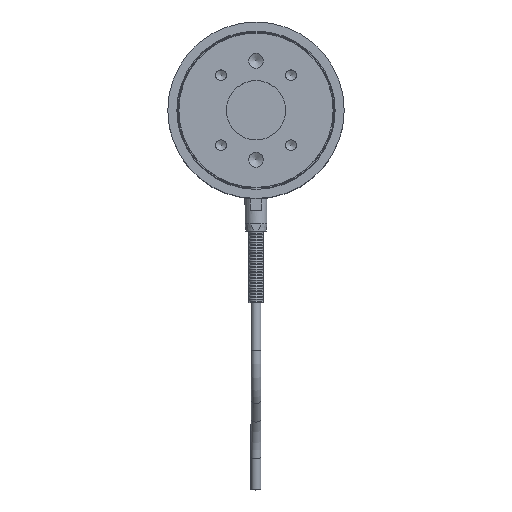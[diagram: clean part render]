
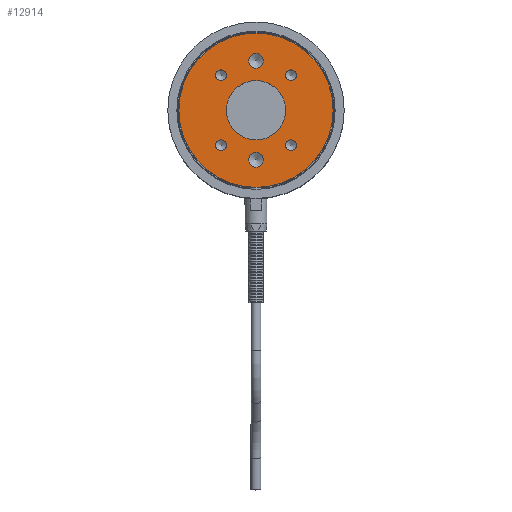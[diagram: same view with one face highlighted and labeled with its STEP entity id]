
A CAD part, top view. The second image highlights one B-rep face of the part: STEP entity #12914.
In plain terms, the highlighted planar face has unit normal (0, 0, 1).
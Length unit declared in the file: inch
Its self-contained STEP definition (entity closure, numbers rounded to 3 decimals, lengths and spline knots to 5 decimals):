
#12821=CARTESIAN_POINT('',(15.92527,0.,7.95823));
#12822=DIRECTION('',(0.0,0.0,1.0));
#12823=DIRECTION('',(1.0,0.0,0.0));
#12824=AXIS2_PLACEMENT_3D('',#12821,#12822,#12823);
#12825=PLANE('',#12824);
#12826=CARTESIAN_POINT('',(16.41277,0.,7.95823));
#12827=VERTEX_POINT('',#12826);
#12828=CARTESIAN_POINT('',(15.43777,0.,7.95823));
#12829=DIRECTION('',(0.0,0.0,-1.0));
#12830=DIRECTION('',(1.0,0.0,0.0));
#12831=AXIS2_PLACEMENT_3D('',#12828,#12829,#12830);
#12832=CIRCLE('',#12831,0.975);
#12833=EDGE_CURVE('',#12827,#12827,#12832,.T.);
#12834=ORIENTED_EDGE('',*,*,#12833,.F.);
#12835=EDGE_LOOP('',(#12834));
#12836=FACE_OUTER_BOUND('',#12835,.T.);
#12837=CARTESIAN_POINT('',(15.34402,-0.625,7.95823));
#12838=VERTEX_POINT('',#12837);
#12839=CARTESIAN_POINT('',(15.43777,-0.625,7.95823));
#12840=DIRECTION('',(0.0,0.0,-1.0));
#12841=DIRECTION('',(-1.0,0.0,0.0));
#12842=AXIS2_PLACEMENT_3D('',#12839,#12840,#12841);
#12843=CIRCLE('',#12842,0.09375);
#12844=EDGE_CURVE('',#12838,#12838,#12843,.T.);
#12845=ORIENTED_EDGE('',*,*,#12844,.T.);
#12846=EDGE_LOOP('',(#12845));
#12847=FACE_BOUND('',#12846,.T.);
#12848=CARTESIAN_POINT('',(15.53152,0.625,7.95823));
#12849=VERTEX_POINT('',#12848);
#12850=CARTESIAN_POINT('',(15.43777,0.625,7.95823));
#12851=DIRECTION('',(0.0,0.0,-1.0));
#12852=DIRECTION('',(1.0,0.0,0.0));
#12853=AXIS2_PLACEMENT_3D('',#12850,#12851,#12852);
#12854=CIRCLE('',#12853,0.09375);
#12855=EDGE_CURVE('',#12849,#12849,#12854,.T.);
#12856=ORIENTED_EDGE('',*,*,#12855,.T.);
#12857=EDGE_LOOP('',(#12856));
#12858=FACE_BOUND('',#12857,.T.);
#12859=CARTESIAN_POINT('',(14.99583,0.37394,7.95823));
#12860=VERTEX_POINT('',#12859);
#12861=CARTESIAN_POINT('',(14.99583,0.44194,7.95823));
#12862=DIRECTION('',(0.0,0.0,-1.0));
#12863=DIRECTION('',(0.0,-1.0,0.0));
#12864=AXIS2_PLACEMENT_3D('',#12861,#12862,#12863);
#12865=CIRCLE('',#12864,0.068);
#12866=EDGE_CURVE('',#12860,#12860,#12865,.T.);
#12867=ORIENTED_EDGE('',*,*,#12866,.T.);
#12868=EDGE_LOOP('',(#12867));
#12869=FACE_BOUND('',#12868,.T.);
#12870=CARTESIAN_POINT('',(15.81171,0.44194,7.95823));
#12871=VERTEX_POINT('',#12870);
#12872=CARTESIAN_POINT('',(15.87971,0.44194,7.95823));
#12873=DIRECTION('',(0.0,0.0,-1.0));
#12874=DIRECTION('',(-1.0,0.0,0.0));
#12875=AXIS2_PLACEMENT_3D('',#12872,#12873,#12874);
#12876=CIRCLE('',#12875,0.068);
#12877=EDGE_CURVE('',#12871,#12871,#12876,.T.);
#12878=ORIENTED_EDGE('',*,*,#12877,.T.);
#12879=EDGE_LOOP('',(#12878));
#12880=FACE_BOUND('',#12879,.T.);
#12881=CARTESIAN_POINT('',(15.87971,-0.37394,7.95823));
#12882=VERTEX_POINT('',#12881);
#12883=CARTESIAN_POINT('',(15.87971,-0.44194,7.95823));
#12884=DIRECTION('',(0.0,0.0,-1.0));
#12885=DIRECTION('',(0.0,1.0,0.0));
#12886=AXIS2_PLACEMENT_3D('',#12883,#12884,#12885);
#12887=CIRCLE('',#12886,0.068);
#12888=EDGE_CURVE('',#12882,#12882,#12887,.T.);
#12889=ORIENTED_EDGE('',*,*,#12888,.T.);
#12890=EDGE_LOOP('',(#12889));
#12891=FACE_BOUND('',#12890,.T.);
#12892=CARTESIAN_POINT('',(15.06383,-0.44194,7.95823));
#12893=VERTEX_POINT('',#12892);
#12894=CARTESIAN_POINT('',(14.99583,-0.44194,7.95823));
#12895=DIRECTION('',(0.0,0.0,-1.0));
#12896=DIRECTION('',(1.0,0.0,0.0));
#12897=AXIS2_PLACEMENT_3D('',#12894,#12895,#12896);
#12898=CIRCLE('',#12897,0.068);
#12899=EDGE_CURVE('',#12893,#12893,#12898,.T.);
#12900=ORIENTED_EDGE('',*,*,#12899,.T.);
#12901=EDGE_LOOP('',(#12900));
#12902=FACE_BOUND('',#12901,.T.);
#12903=CARTESIAN_POINT('',(15.81277,0.,7.95823));
#12904=VERTEX_POINT('',#12903);
#12905=CARTESIAN_POINT('',(15.43777,0.,7.95823));
#12906=DIRECTION('',(0.0,0.0,-1.0));
#12907=DIRECTION('',(1.0,0.0,0.0));
#12908=AXIS2_PLACEMENT_3D('',#12905,#12906,#12907);
#12909=CIRCLE('',#12908,0.375);
#12910=EDGE_CURVE('',#12904,#12904,#12909,.T.);
#12911=ORIENTED_EDGE('',*,*,#12910,.T.);
#12912=EDGE_LOOP('',(#12911));
#12913=FACE_BOUND('',#12912,.T.);
#12914=ADVANCED_FACE('',(#12836,#12847,#12858,#12869,#12880,#12891,#12902,#12913),#12825,.T.);
